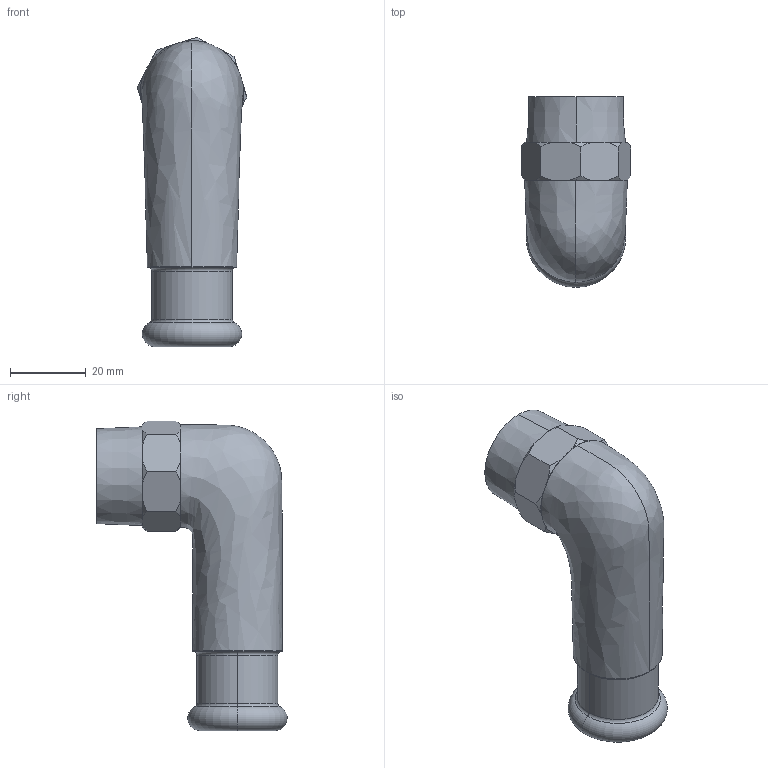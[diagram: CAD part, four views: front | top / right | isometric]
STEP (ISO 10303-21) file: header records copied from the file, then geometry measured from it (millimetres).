
FILE_DESCRIPTION (( 'STEP AP203' ), '1' );
FILE_NAME ('3D_P730_18x3-4_141301826.STEP', '2024-11-19T11:34:54', ( '' ), ( '' ), 'SwSTEP 2.0', 'SolidWorks 2023', '' );
FILE_SCHEMA (( 'CONFIG_CONTROL_DESIGN' ));
Length unit declared in the file: millimetre
Products named in the file (1): 3D_P730_18x3-4_141301826
Bounding box: 28.89 x 50.08 x 81.45 mm (x, y, z)
Volume: 15428.4 mm3; surface area: 14900.9 mm2
Topology: 1 solids, 1 shells, 79 faces, 205 edges, 130 vertices
Faces by surface type: plane 28, cone 22, bspline 11, torus 10, cylinder 8
Entity records: 12539 total; most frequent: CARTESIAN_POINT 10614, ORIENTED_EDGE 410, DIRECTION 362, EDGE_CURVE 205, AXIS2_PLACEMENT_3D 154, VERTEX_POINT 130, CIRCLE 85, EDGE_LOOP 83
